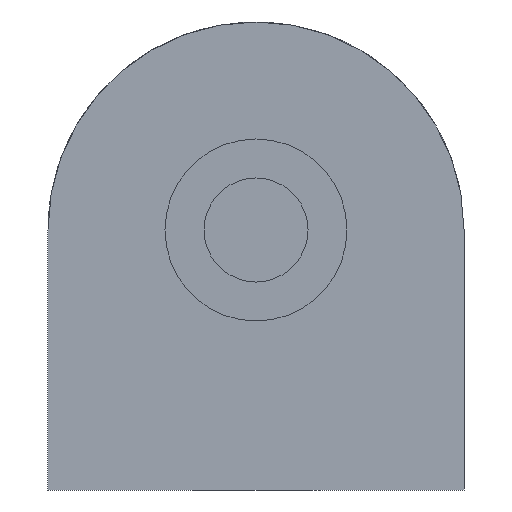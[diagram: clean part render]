
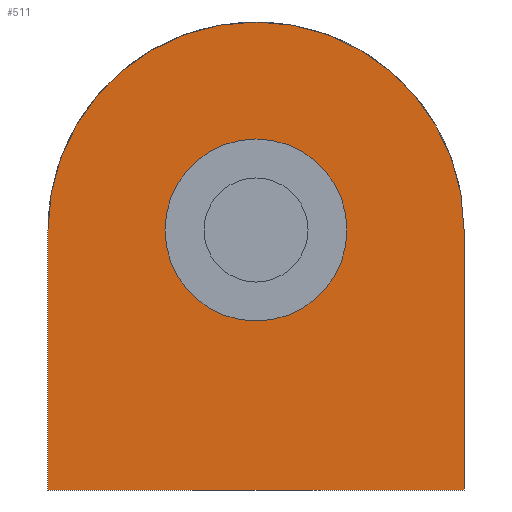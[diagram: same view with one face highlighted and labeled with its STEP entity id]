
A CAD part, left-side view. The second image highlights one B-rep face of the part: STEP entity #511.
In plain terms, the highlighted planar face has unit normal (-1, 0, 0).
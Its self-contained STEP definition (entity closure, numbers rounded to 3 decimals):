
#7 = ORIENTED_EDGE ( 'NONE', *, *, #261, .F. ) ;
#36 = EDGE_CURVE ( 'NONE', #497, #1756, #274, .T. ) ;
#130 = VECTOR ( 'NONE', #1575, 1000. ) ;
#148 = ORIENTED_EDGE ( 'NONE', *, *, #2233, .F. ) ;
#170 = VERTEX_POINT ( 'NONE', #1883 ) ;
#185 = DIRECTION ( 'NONE',  ( 1., 0., 0. ) ) ;
#261 = EDGE_CURVE ( 'NONE', #700, #497, #1314, .T. ) ;
#269 = CIRCLE ( 'NONE', #348, 7. ) ;
#274 = LINE ( 'NONE', #806, #1122 ) ;
#280 = DIRECTION ( 'NONE',  ( 0., 0., 1. ) ) ;
#294 = CARTESIAN_POINT ( 'NONE',  ( 0., 0., -2. ) ) ;
#348 = AXIS2_PLACEMENT_3D ( 'NONE', #391, #1131, #597 ) ;
#365 = ORIENTED_EDGE ( 'NONE', *, *, #1404, .F. ) ;
#378 = FACE_BOUND ( 'NONE', #1879, .T. ) ;
#391 = CARTESIAN_POINT ( 'NONE',  ( 0., 0., 5. ) ) ;
#497 = VERTEX_POINT ( 'NONE', #908 ) ;
#511 = ADVANCED_FACE ( 'NONE', ( #378, #1427 ), #1276, .F. ) ;
#537 = DIRECTION ( 'NONE',  ( 0., 0., -1. ) ) ;
#538 = DIRECTION ( 'NONE',  ( 0., 0., -1. ) ) ;
#597 = DIRECTION ( 'NONE',  ( 0., 0., -1. ) ) ;
#651 = CIRCLE ( 'NONE', #973, 16. ) ;
#681 = LINE ( 'NONE', #1919, #130 ) ;
#700 = VERTEX_POINT ( 'NONE', #1841 ) ;
#779 = VERTEX_POINT ( 'NONE', #294 ) ;
#806 = CARTESIAN_POINT ( 'NONE',  ( 0., 16., 5. ) ) ;
#908 = CARTESIAN_POINT ( 'NONE',  ( 0., 16., -15. ) ) ;
#917 = EDGE_CURVE ( 'NONE', #1009, #700, #681, .T. ) ;
#973 = AXIS2_PLACEMENT_3D ( 'NONE', #2070, #185, #538 ) ;
#1009 = VERTEX_POINT ( 'NONE', #1627 ) ;
#1070 = DIRECTION ( 'NONE',  ( -1., 0., 0. ) ) ;
#1103 = AXIS2_PLACEMENT_3D ( 'NONE', #1912, #1070, #537 ) ;
#1122 = VECTOR ( 'NONE', #280, 1000. ) ;
#1131 = DIRECTION ( 'NONE',  ( -1., 0., 0. ) ) ;
#1255 = CARTESIAN_POINT ( 'NONE',  ( 0., 16., 5. ) ) ;
#1276 = PLANE ( 'NONE',  #1282 ) ;
#1282 = AXIS2_PLACEMENT_3D ( 'NONE', #1626, #2127, #1643 ) ;
#1314 = LINE ( 'NONE', #2216, #1900 ) ;
#1404 = EDGE_CURVE ( 'NONE', #779, #170, #1735, .T. ) ;
#1427 = FACE_OUTER_BOUND ( 'NONE', #1596, .T. ) ;
#1481 = ORIENTED_EDGE ( 'NONE', *, *, #1562, .F. ) ;
#1484 = ORIENTED_EDGE ( 'NONE', *, *, #36, .F. ) ;
#1539 = DIRECTION ( 'NONE',  ( 0., 1., 0. ) ) ;
#1562 = EDGE_CURVE ( 'NONE', #170, #779, #269, .T. ) ;
#1575 = DIRECTION ( 'NONE',  ( 0., 0., -1. ) ) ;
#1596 = EDGE_LOOP ( 'NONE', ( #1484, #7, #2102, #148 ) ) ;
#1626 = CARTESIAN_POINT ( 'NONE',  ( 0., 0., 0.269 ) ) ;
#1627 = CARTESIAN_POINT ( 'NONE',  ( 0., -16., 5. ) ) ;
#1643 = DIRECTION ( 'NONE',  ( 0., 0., -1. ) ) ;
#1735 = CIRCLE ( 'NONE', #1103, 7. ) ;
#1756 = VERTEX_POINT ( 'NONE', #1255 ) ;
#1841 = CARTESIAN_POINT ( 'NONE',  ( 0., -16., -15. ) ) ;
#1879 = EDGE_LOOP ( 'NONE', ( #365, #1481 ) ) ;
#1883 = CARTESIAN_POINT ( 'NONE',  ( 0., 0., 12. ) ) ;
#1900 = VECTOR ( 'NONE', #1539, 1000. ) ;
#1912 = CARTESIAN_POINT ( 'NONE',  ( 0., 0., 5. ) ) ;
#1919 = CARTESIAN_POINT ( 'NONE',  ( 0., -16., -15. ) ) ;
#2070 = CARTESIAN_POINT ( 'NONE',  ( 0., 0., 5. ) ) ;
#2102 = ORIENTED_EDGE ( 'NONE', *, *, #917, .F. ) ;
#2127 = DIRECTION ( 'NONE',  ( 1., 0., 0. ) ) ;
#2216 = CARTESIAN_POINT ( 'NONE',  ( 0., 16., -15. ) ) ;
#2233 = EDGE_CURVE ( 'NONE', #1756, #1009, #651, .T. ) ;
